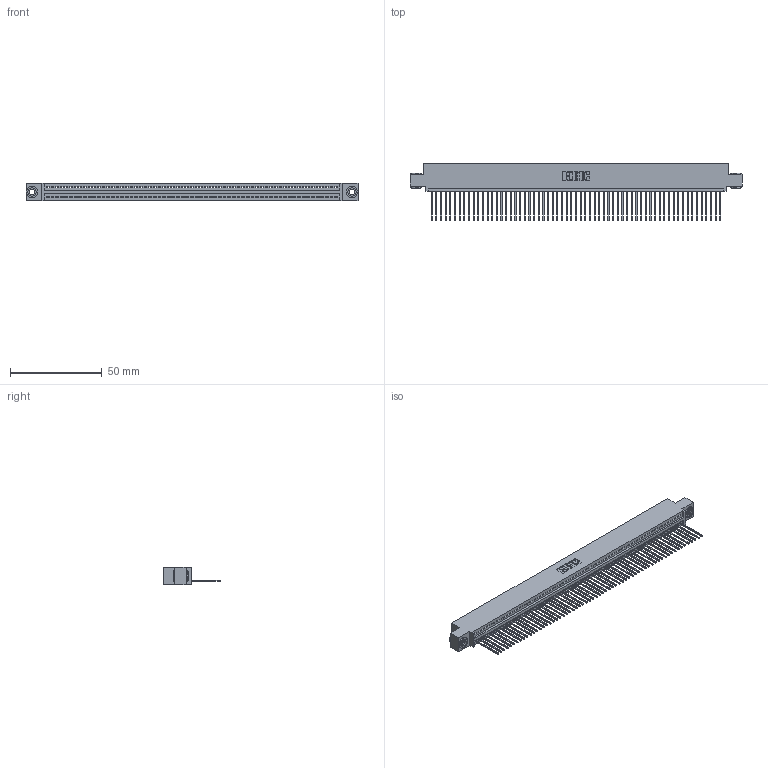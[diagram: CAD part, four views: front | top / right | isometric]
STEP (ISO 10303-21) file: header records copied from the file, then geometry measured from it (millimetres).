
FILE_DESCRIPTION (( 'STEP AP203' ), '1' );
FILE_NAME ('395-063-542-403.STEP', '2019-10-24T22:50:52', ( '' ), ( '' ), 'SwSTEP 2.0', 'SolidWorks 2016', '' );
FILE_SCHEMA (( 'CONFIG_CONTROL_DESIGN' ));
Length unit declared in the file: inch
Products named in the file (4): 345 Part_0.110 Offset - 0.156 Dia-TH; 345-250-002_345-250-002-102; 345-292-001_345-293-142; 395-063-542-403
Assembly tree (66 placements, depth 2):
  395-063-542-403
    345 Part_0.110 Offset - 0.156 Dia-TH
    345-292-001_345-293-142  x63
    345-250-002_345-250-002-102  x2
Bounding box: 181.23 x 31.29 x 9.4 mm (x, y, z)
Volume: 17471.5 mm3; surface area: 24686.3 mm2
Topology: 66 solids, 66 shells, 3822 faces, 11517 edges, 7590 vertices
Faces by surface type: plane 2614, cylinder 1200, cone 8
Entity records: 45388 total; most frequent: CARTESIAN_POINT 7840, ORIENTED_EDGE 7830, DIRECTION 6847, EDGE_CURVE 3915, LINE 3507, VECTOR 3507, VERTEX_POINT 2606, AXIS2_PLACEMENT_3D 1670
